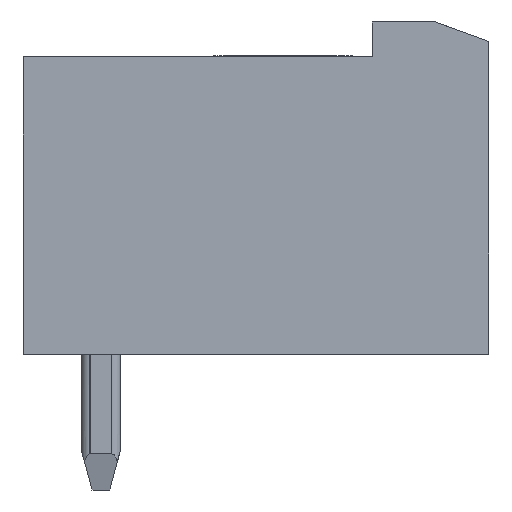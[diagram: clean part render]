
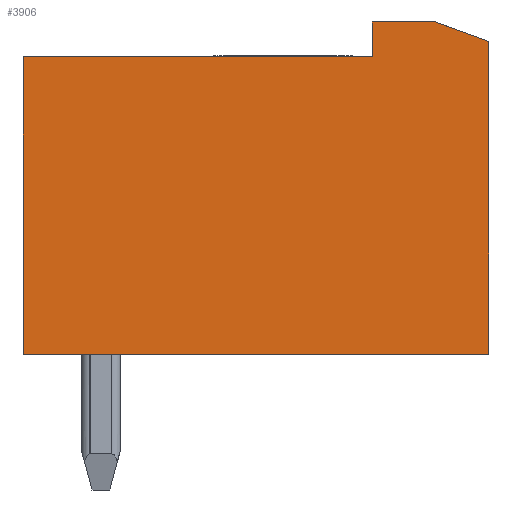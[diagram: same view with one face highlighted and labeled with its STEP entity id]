
A CAD part, left-side view. The second image highlights one B-rep face of the part: STEP entity #3906.
In plain terms, the highlighted planar face has unit normal (-1, 0, 0).
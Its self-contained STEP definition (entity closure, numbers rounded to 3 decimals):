
#3906=ADVANCED_FACE('',(#7399),#7400,.T.);
#7399=FACE_OUTER_BOUND('',#25159,.T.);
#7400=PLANE('',#25160);
#25159=EDGE_LOOP('',(#30787,#30788,#30789,#30790,#30791,#30792,#30793));
#25160=AXIS2_PLACEMENT_3D('',#30794,#30795,#30796);
#30787=ORIENTED_EDGE('',*,*,#34689,.F.);
#30788=ORIENTED_EDGE('',*,*,#34609,.T.);
#30789=ORIENTED_EDGE('',*,*,#34728,.T.);
#30790=ORIENTED_EDGE('',*,*,#34758,.F.);
#30791=ORIENTED_EDGE('',*,*,#34717,.F.);
#30792=ORIENTED_EDGE('',*,*,#34642,.T.);
#30793=ORIENTED_EDGE('',*,*,#34749,.T.);
#30794=CARTESIAN_POINT('',(-0.03,12.2,-0.3));
#30795=DIRECTION('',(-1.0,0.,0.));
#30796=DIRECTION('',(0.,-1.0,0.));
#34609=EDGE_CURVE('',#37232,#37230,#37233,.F.);
#34642=EDGE_CURVE('',#37281,#37279,#37282,.F.);
#34689=EDGE_CURVE('',#37232,#37344,#37345,.F.);
#34717=EDGE_CURVE('',#37281,#37384,#37386,.T.);
#34728=EDGE_CURVE('',#37230,#37397,#37399,.F.);
#34749=EDGE_CURVE('',#37279,#37344,#37429,.F.);
#34758=EDGE_CURVE('',#37384,#37397,#37439,.T.);
#37230=VERTEX_POINT('',#40991);
#37232=VERTEX_POINT('',#40994);
#37233=LINE('',#40995,#40996);
#37279=VERTEX_POINT('',#41057);
#37281=VERTEX_POINT('',#41060);
#37282=LINE('',#41061,#41062);
#37344=VERTEX_POINT('',#41157);
#37345=LINE('',#41158,#41159);
#37384=VERTEX_POINT('',#41212);
#37386=LINE('',#41215,#41216);
#37397=VERTEX_POINT('',#41233);
#37399=LINE('',#41236,#41237);
#37429=LINE('',#41275,#41276);
#37439=LINE('',#41289,#41290);
#40991=CARTESIAN_POINT('',(-0.03,0.,8.07));
#40994=CARTESIAN_POINT('',(-0.03,0.,0.));
#40995=CARTESIAN_POINT('',(-0.03,0.,3.485));
#40996=VECTOR('',#44547,1.0);
#41057=CARTESIAN_POINT('',(-0.03,12.0,7.67));
#41060=CARTESIAN_POINT('',(-0.03,3.,7.67));
#41061=CARTESIAN_POINT('',(-0.03,10.017,7.67));
#41062=VECTOR('',#44591,1.0);
#41157=CARTESIAN_POINT('',(-0.03,12.0,0.));
#41158=CARTESIAN_POINT('',(-0.03,9.553,0.));
#41159=VECTOR('',#44637,1.0);
#41212=CARTESIAN_POINT('',(-0.03,3.,8.57));
#41215=CARTESIAN_POINT('',(-0.03,3.,3.685));
#41216=VECTOR('',#44668,1.0);
#41233=CARTESIAN_POINT('',(-0.03,1.374,8.57));
#41236=CARTESIAN_POINT('',(-0.03,4.728,9.791));
#41237=VECTOR('',#44676,1.0);
#41275=CARTESIAN_POINT('',(-0.03,12.0,3.468));
#41276=VECTOR('',#44703,1.0);
#41289=CARTESIAN_POINT('',(-0.03,7.6,8.57));
#41290=VECTOR('',#44711,1.0);
#44547=DIRECTION('',(0.,0.,-1.0));
#44591=DIRECTION('',(0.,-1.0,0.));
#44637=DIRECTION('',(0.,-1.0,0.));
#44668=DIRECTION('',(0.,0.,1.0));
#44676=DIRECTION('',(0.,-0.94,-0.342));
#44703=DIRECTION('',(0.,0.,1.0));
#44711=DIRECTION('',(0.,-1.0,0.));
